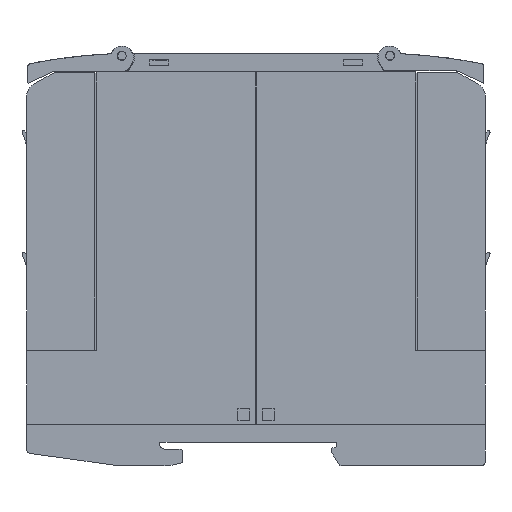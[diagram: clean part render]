
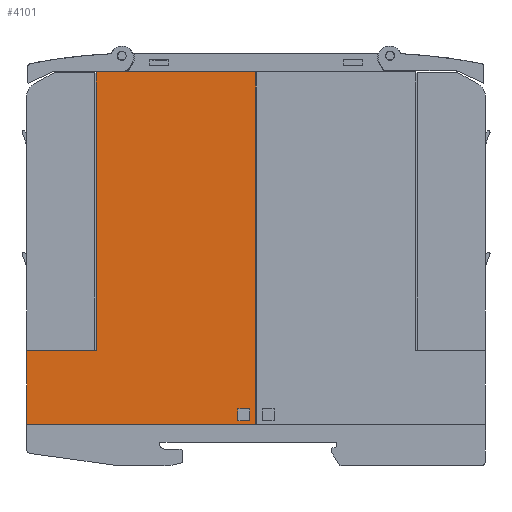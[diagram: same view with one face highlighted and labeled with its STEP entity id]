
A CAD part, left-side view. The second image highlights one B-rep face of the part: STEP entity #4101.
In plain terms, the highlighted planar face has unit normal (-1, 0, 0).
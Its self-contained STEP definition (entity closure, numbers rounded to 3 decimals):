
#4101=ADVANCED_FACE('',(#8335,#8336),#8337,.T.);
#8335=FACE_OUTER_BOUND('',#12603,.T.);
#8336=FACE_BOUND('',#12604,.T.);
#8337=PLANE('',#12605);
#12603=EDGE_LOOP('',(#25703,#25704,#25705,#25706,#25707,#25708));
#12604=EDGE_LOOP('',(#25709,#25710,#25711,#25712));
#12605=AXIS2_PLACEMENT_3D('',#25713,#25714,#25715);
#25703=ORIENTED_EDGE('',*,*,#27471,.T.);
#25704=ORIENTED_EDGE('',*,*,#31235,.F.);
#25705=ORIENTED_EDGE('',*,*,#31219,.T.);
#25706=ORIENTED_EDGE('',*,*,#31122,.T.);
#25707=ORIENTED_EDGE('',*,*,#31239,.T.);
#25708=ORIENTED_EDGE('',*,*,#31231,.T.);
#25709=ORIENTED_EDGE('',*,*,#31224,.T.);
#25710=ORIENTED_EDGE('',*,*,#31205,.T.);
#25711=ORIENTED_EDGE('',*,*,#31213,.T.);
#25712=ORIENTED_EDGE('',*,*,#31228,.T.);
#25713=CARTESIAN_POINT('',(0.05,75.98,9.001));
#25714=DIRECTION('',(-1.0,0.0,0.0));
#25715=DIRECTION('',(0.0,1.0,0.0));
#27471=EDGE_CURVE('',#33477,#33474,#33478,.T.);
#31122=EDGE_CURVE('',#38898,#38896,#38899,.T.);
#31205=EDGE_CURVE('',#39024,#39022,#39025,.T.);
#31213=EDGE_CURVE('',#39022,#39033,#39035,.T.);
#31219=EDGE_CURVE('',#39044,#38898,#39045,.T.);
#31224=EDGE_CURVE('',#39052,#39024,#39053,.T.);
#31228=EDGE_CURVE('',#39033,#39052,#39057,.T.);
#31231=EDGE_CURVE('',#39061,#33477,#39062,.T.);
#31235=EDGE_CURVE('',#39044,#33474,#39066,.T.);
#31239=EDGE_CURVE('',#38896,#39061,#39070,.T.);
#33474=VERTEX_POINT('',#42410);
#33477=VERTEX_POINT('',#42414);
#33478=LINE('',#42415,#42416);
#38896=VERTEX_POINT('',#50587);
#38898=VERTEX_POINT('',#50590);
#38899=LINE('',#50591,#50592);
#39022=VERTEX_POINT('',#50775);
#39024=VERTEX_POINT('',#50778);
#39025=LINE('',#50779,#50780);
#39033=VERTEX_POINT('',#50792);
#39035=LINE('',#50795,#50796);
#39044=VERTEX_POINT('',#50809);
#39045=LINE('',#50810,#50811);
#39052=VERTEX_POINT('',#50821);
#39053=LINE('',#50822,#50823);
#39057=LINE('',#50829,#50830);
#39061=VERTEX_POINT('',#50835);
#39062=LINE('',#50836,#50837);
#39066=LINE('',#50843,#50844);
#39070=LINE('',#50849,#50850);
#42410=CARTESIAN_POINT('',(0.05,100.93,25.101));
#42414=CARTESIAN_POINT('',(0.05,85.83,25.101));
#42415=CARTESIAN_POINT('',(0.05,84.705,25.101));
#42416=VECTOR('',#52366,1.0);
#50587=CARTESIAN_POINT('',(0.05,51.03,85.801));
#50590=CARTESIAN_POINT('',(0.05,51.03,9.001));
#50591=CARTESIAN_POINT('',(0.05,51.03,9.001));
#50592=VECTOR('',#55761,1.0);
#50775=CARTESIAN_POINT('',(0.05,54.93,9.801));
#50778=CARTESIAN_POINT('',(0.05,52.33,9.801));
#50779=CARTESIAN_POINT('',(0.05,64.805,9.801));
#50780=VECTOR('',#55823,1.0);
#50792=CARTESIAN_POINT('',(0.05,54.93,12.401));
#50795=CARTESIAN_POINT('',(0.05,54.93,10.051));
#50796=VECTOR('',#55829,1.0);
#50809=CARTESIAN_POINT('',(0.05,100.93,9.001));
#50810=CARTESIAN_POINT('',(0.05,100.93,9.001));
#50811=VECTOR('',#55834,1.0);
#50821=CARTESIAN_POINT('',(0.05,52.33,12.401));
#50822=CARTESIAN_POINT('',(0.05,52.33,10.051));
#50823=VECTOR('',#55838,1.0);
#50829=CARTESIAN_POINT('',(0.05,64.805,12.401));
#50830=VECTOR('',#55841,1.0);
#50835=CARTESIAN_POINT('',(0.05,85.83,85.801));
#50836=CARTESIAN_POINT('',(0.05,85.83,32.226));
#50837=VECTOR('',#55843,1.0);
#50843=CARTESIAN_POINT('',(0.05,100.93,9.001));
#50844=VECTOR('',#55846,1.0);
#50849=CARTESIAN_POINT('',(0.05,100.93,85.801));
#50850=VECTOR('',#55848,1.0);
#52366=DIRECTION('',(0.0,1.0,0.0));
#55761=DIRECTION('',(0.0,0.0,1.0));
#55823=DIRECTION('',(0.0,1.0,0.0));
#55829=DIRECTION('',(0.0,0.0,1.0));
#55834=DIRECTION('',(0.0,-1.0,0.0));
#55838=DIRECTION('',(0.0,0.0,-1.0));
#55841=DIRECTION('',(0.0,-1.0,0.0));
#55843=DIRECTION('',(0.0,0.0,-1.0));
#55846=DIRECTION('',(0.0,0.0,1.0));
#55848=DIRECTION('',(0.0,1.0,0.0));
